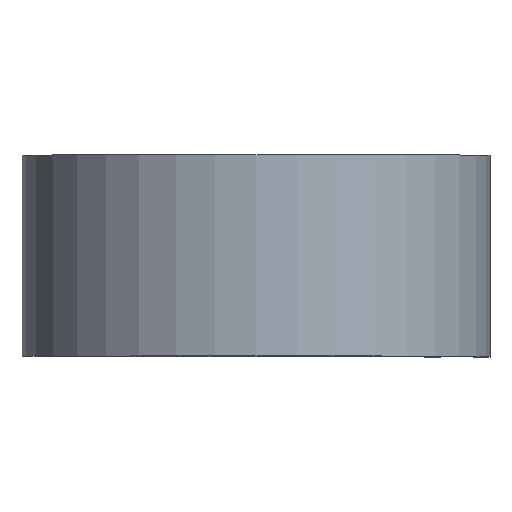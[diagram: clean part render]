
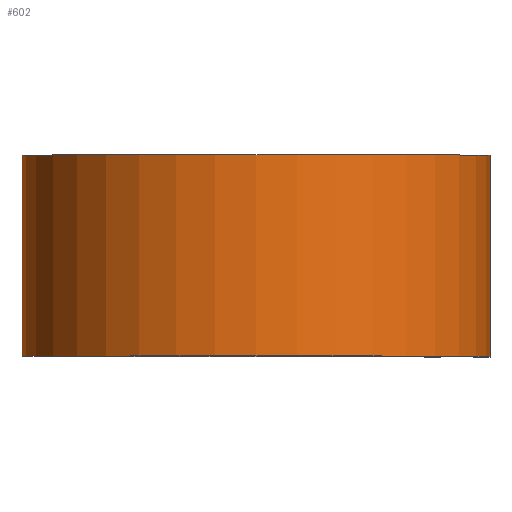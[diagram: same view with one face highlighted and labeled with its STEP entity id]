
A CAD part, top view. The second image highlights one B-rep face of the part: STEP entity #602.
In plain terms, the highlighted cylindrical face has radius 22.162 mm (diameter 44.323 mm), a partial arc.
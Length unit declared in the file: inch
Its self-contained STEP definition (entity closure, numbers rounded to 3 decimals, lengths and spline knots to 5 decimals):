
#32 = DIRECTION ( 'NONE',  ( 0., 0., -1. ) ) ;
#46 = AXIS2_PLACEMENT_3D ( 'NONE', #573, #537, #571 ) ;
#56 = CIRCLE ( 'NONE', #46, 0.8725 ) ;
#70 = VERTEX_POINT ( 'NONE', #214 ) ;
#74 = VERTEX_POINT ( 'NONE', #613 ) ;
#79 = EDGE_CURVE ( 'NONE', #213, #289, #56, .T. ) ;
#109 = FACE_OUTER_BOUND ( 'NONE', #608, .T. ) ;
#113 = CIRCLE ( 'NONE', #305, 0.8725 ) ;
#127 = CARTESIAN_POINT ( 'NONE',  ( 0., 0.375, 0. ) ) ;
#146 = ORIENTED_EDGE ( 'NONE', *, *, #611, .F. ) ;
#158 = CYLINDRICAL_SURFACE ( 'NONE', #181, 0.8725 ) ;
#181 = AXIS2_PLACEMENT_3D ( 'NONE', #441, #260, #32 ) ;
#183 = DIRECTION ( 'NONE',  ( 1., 0., 0. ) ) ;
#187 = CARTESIAN_POINT ( 'NONE',  ( 0., -0.375, -0.8725 ) ) ;
#213 = VERTEX_POINT ( 'NONE', #187 ) ;
#214 = CARTESIAN_POINT ( 'NONE',  ( 0.8725, 0.375, 0. ) ) ;
#260 = DIRECTION ( 'NONE',  ( 0., -1., 0. ) ) ;
#279 = ORIENTED_EDGE ( 'NONE', *, *, #366, .T. ) ;
#289 = VERTEX_POINT ( 'NONE', #621 ) ;
#302 = ORIENTED_EDGE ( 'NONE', *, *, #79, .T. ) ;
#305 = AXIS2_PLACEMENT_3D ( 'NONE', #127, #526, #183 ) ;
#312 = CARTESIAN_POINT ( 'NONE',  ( 0., 0.375, -0.8725 ) ) ;
#338 = DIRECTION ( 'NONE',  ( 0., -1., 0. ) ) ;
#366 = EDGE_CURVE ( 'NONE', #74, #213, #400, .T. ) ;
#368 = EDGE_CURVE ( 'NONE', #70, #289, #383, .T. ) ;
#373 = VECTOR ( 'NONE', #393, 39.37008 ) ;
#379 = CARTESIAN_POINT ( 'NONE',  ( 0.8725, 0.375, 0. ) ) ;
#383 = LINE ( 'NONE', #379, #373 ) ;
#393 = DIRECTION ( 'NONE',  ( 0., -1., 0. ) ) ;
#400 = LINE ( 'NONE', #312, #416 ) ;
#416 = VECTOR ( 'NONE', #338, 39.37008 ) ;
#441 = CARTESIAN_POINT ( 'NONE',  ( 0., 0.375, 0. ) ) ;
#525 = ORIENTED_EDGE ( 'NONE', *, *, #368, .F. ) ;
#526 = DIRECTION ( 'NONE',  ( 0., 1., 0. ) ) ;
#537 = DIRECTION ( 'NONE',  ( 0., 1., 0. ) ) ;
#571 = DIRECTION ( 'NONE',  ( 1., 0., 0. ) ) ;
#573 = CARTESIAN_POINT ( 'NONE',  ( 0., -0.375, 0. ) ) ;
#602 = ADVANCED_FACE ( 'NONE', ( #109 ), #158, .T. ) ;
#608 = EDGE_LOOP ( 'NONE', ( #302, #525, #146, #279 ) ) ;
#611 = EDGE_CURVE ( 'NONE', #74, #70, #113, .T. ) ;
#613 = CARTESIAN_POINT ( 'NONE',  ( 0., 0.375, -0.8725 ) ) ;
#621 = CARTESIAN_POINT ( 'NONE',  ( 0.8725, -0.375, 0. ) ) ;
